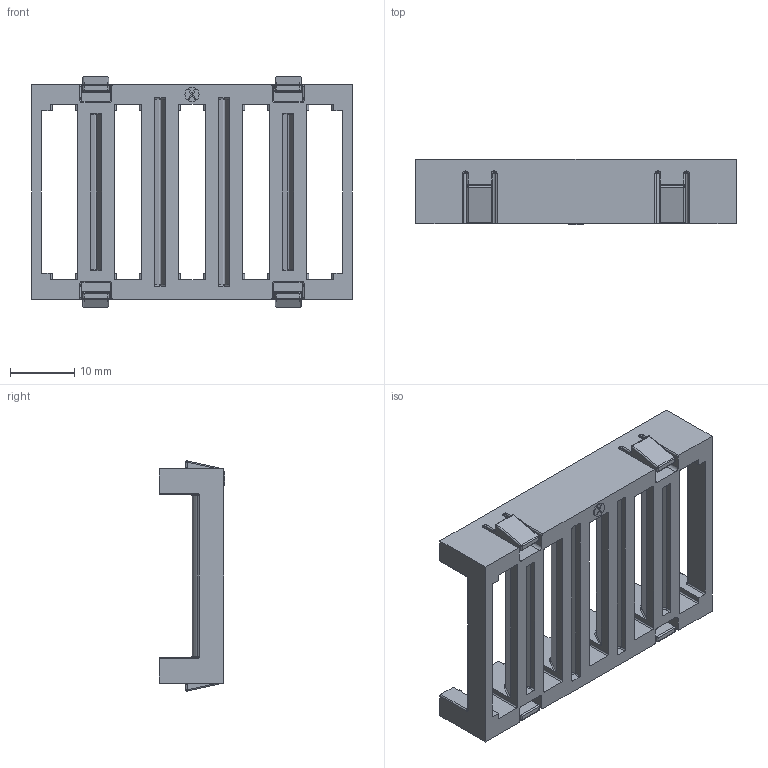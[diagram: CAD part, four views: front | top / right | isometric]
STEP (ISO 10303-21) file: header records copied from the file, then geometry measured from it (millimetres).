
FILE_DESCRIPTION (( 'STEP AP203' ), '1' );
FILE_NAME ('062ACR974.50.STEP', '2015-09-11T14:21:57', ( 'Fath' ), ( 'Hewlett-Packard Company' ), 'SwSTEP 2.0', 'SolidWorks 2014', '' );
FILE_SCHEMA (( 'CONFIG_CONTROL_DESIGN' ));
Length unit declared in the file: millimetre
Products named in the file (1): 062ACR974.50
Bounding box: 50 x 10.15 x 35.9 mm (x, y, z)
Volume: 5116 mm3; surface area: 6319.8 mm2
Topology: 1 solids, 1 shells, 547 faces, 1414 edges, 824 vertices
Faces by surface type: cylinder 262, plane 157, torus 70, sphere 30, bspline 28
Entity records: 16804 total; most frequent: CARTESIAN_POINT 3753, DIRECTION 2804, ORIENTED_EDGE 2720, EDGE_CURVE 1360, AXIS2_PLACEMENT_3D 1032, VERTEX_POINT 816, VECTOR 740, LINE 740
